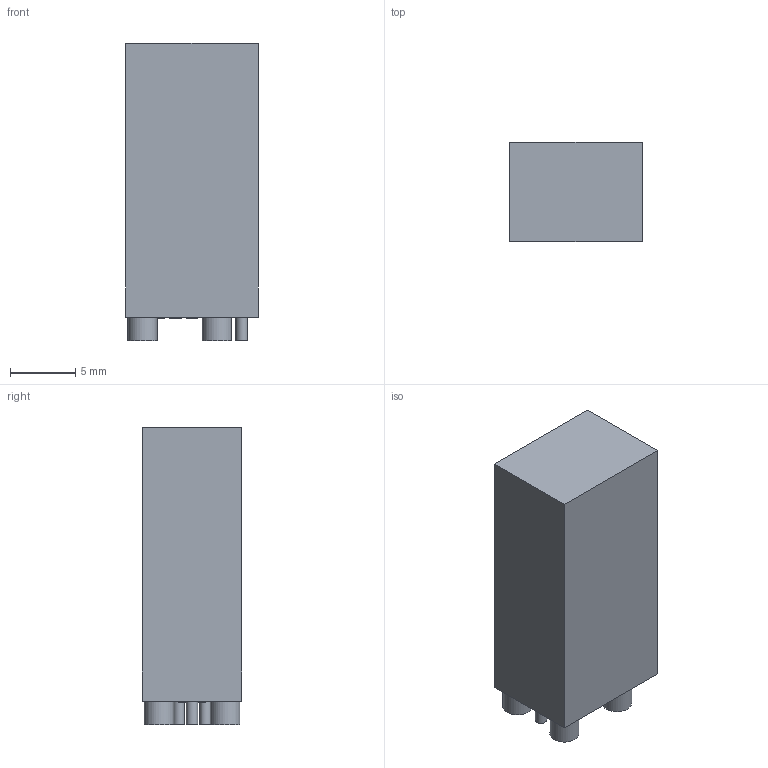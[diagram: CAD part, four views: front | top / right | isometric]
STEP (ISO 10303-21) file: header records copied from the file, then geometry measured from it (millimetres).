
FILE_DESCRIPTION(('FreeCAD Model'),'2;1');
FILE_NAME('1013771.1.1.stp','2020-04-09T19:02:55',( 'Author'),(''),'Open CASCADE STEP processor 6.9','FreeCAD','Unknown' );
FILE_SCHEMA(('AUTOMOTIVE_DESIGN { 1 0 10303 214 1 1 1 1 }'));
Length unit declared in the file: millimetre
Products named in the file (4): ASSEMBLY; Body; Pins; Lugs
Assembly tree (9 placements, depth 2):
  ASSEMBLY
    Body
    Pins
    Lugs  x7
Bounding box: 10.16 x 7.62 x 22.8 mm (x, y, z)
Surface area: 1623.1 mm2
Topology: 60 solids, 60 shells, 183 faces, 189 edges, 126 vertices
Faces by surface type: plane 124, cylinder 59
Full cylindrical faces by diameter (mm): 0.864 x10, 0.867 x21, 2.251 x28
Entity records: 2155 total; most frequent: DIRECTION 357, CARTESIAN_POINT 298, ORIENTED_EDGE 126, PCURVE 126, DEFINITIONAL_REPRESENTATION 126, LINE 121, VECTOR 121, AXIS2_PLACEMENT_3D 101
